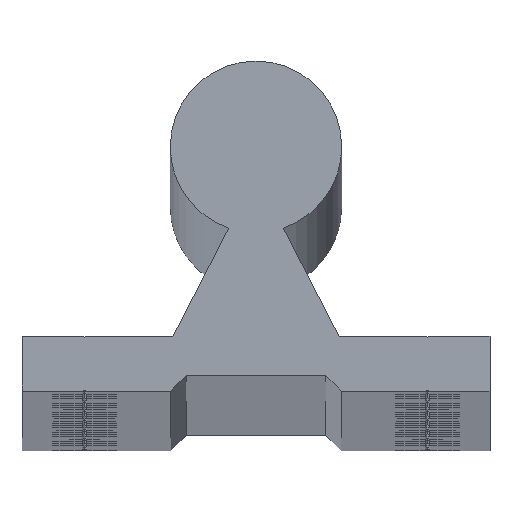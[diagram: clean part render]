
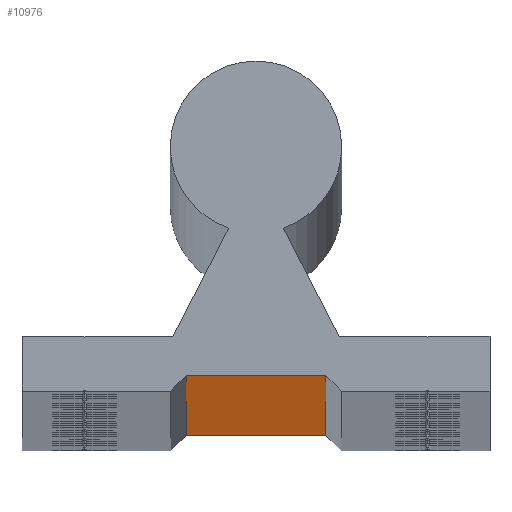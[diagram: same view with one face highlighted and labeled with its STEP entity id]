
A CAD part, top view. The second image highlights one B-rep face of the part: STEP entity #10976.
In plain terms, the highlighted planar face has unit normal (0, -1, 0).
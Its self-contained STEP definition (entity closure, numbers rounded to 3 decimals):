
#159 = VERTEX_POINT ( 'NONE', #18097 ) ;
#721 = CARTESIAN_POINT ( 'NONE',  ( 8.15, 1.8, 0. ) ) ;
#1385 = CARTESIAN_POINT ( 'NONE',  ( -8.15, 1.8, 4000. ) ) ;
#1510 = ORIENTED_EDGE ( 'NONE', *, *, #1512, .T. ) ;
#1512 = EDGE_CURVE ( 'NONE', #7082, #4177, #10644, .T. ) ;
#1976 = CARTESIAN_POINT ( 'NONE',  ( -8.15, 1.8, 4000. ) ) ;
#3531 = DIRECTION ( 'NONE',  ( 1., 0., 0. ) ) ;
#3837 = CARTESIAN_POINT ( 'NONE',  ( 8.15, 1.8, 4000. ) ) ;
#3929 = LINE ( 'NONE', #3837, #5855 ) ;
#4138 = VECTOR ( 'NONE', #11972, 1000. ) ;
#4177 = VERTEX_POINT ( 'NONE', #721 ) ;
#5195 = CARTESIAN_POINT ( 'NONE',  ( -8.15, 1.8, 0. ) ) ;
#5855 = VECTOR ( 'NONE', #14201, 1000. ) ;
#6711 = CARTESIAN_POINT ( 'NONE',  ( -8.15, 1.8, 4000. ) ) ;
#6875 = ORIENTED_EDGE ( 'NONE', *, *, #17885, .T. ) ;
#7032 = ORIENTED_EDGE ( 'NONE', *, *, #9631, .F. ) ;
#7082 = VERTEX_POINT ( 'NONE', #16273 ) ;
#7088 = DIRECTION ( 'NONE',  ( 1., 0., 0. ) ) ;
#7705 = FACE_OUTER_BOUND ( 'NONE', #9412, .T. ) ;
#8744 = DIRECTION ( 'NONE',  ( 0., 0., 1. ) ) ;
#9412 = EDGE_LOOP ( 'NONE', ( #1510, #7032, #9890, #6875 ) ) ;
#9631 = EDGE_CURVE ( 'NONE', #159, #4177, #3929, .T. ) ;
#9890 = ORIENTED_EDGE ( 'NONE', *, *, #14766, .F. ) ;
#10336 = PLANE ( 'NONE',  #15929 ) ;
#10431 = CARTESIAN_POINT ( 'NONE',  ( -8.15, 1.8, 4000. ) ) ;
#10644 = LINE ( 'NONE', #5195, #14322 ) ;
#10759 = LINE ( 'NONE', #1976, #4138 ) ;
#10976 = ADVANCED_FACE ( 'NONE', ( #7705 ), #10336, .F. ) ;
#11972 = DIRECTION ( 'NONE',  ( 0., 0., -1. ) ) ;
#12948 = VECTOR ( 'NONE', #7088, 1000. ) ;
#13405 = DIRECTION ( 'NONE',  ( 0., 1., 0. ) ) ;
#14180 = LINE ( 'NONE', #1385, #12948 ) ;
#14201 = DIRECTION ( 'NONE',  ( 0., 0., -1. ) ) ;
#14322 = VECTOR ( 'NONE', #3531, 1000. ) ;
#14616 = VERTEX_POINT ( 'NONE', #6711 ) ;
#14766 = EDGE_CURVE ( 'NONE', #14616, #159, #14180, .T. ) ;
#15929 = AXIS2_PLACEMENT_3D ( 'NONE', #10431, #13405, #8744 ) ;
#16273 = CARTESIAN_POINT ( 'NONE',  ( -8.15, 1.8, 0. ) ) ;
#17885 = EDGE_CURVE ( 'NONE', #14616, #7082, #10759, .T. ) ;
#18097 = CARTESIAN_POINT ( 'NONE',  ( 8.15, 1.8, 4000. ) ) ;
